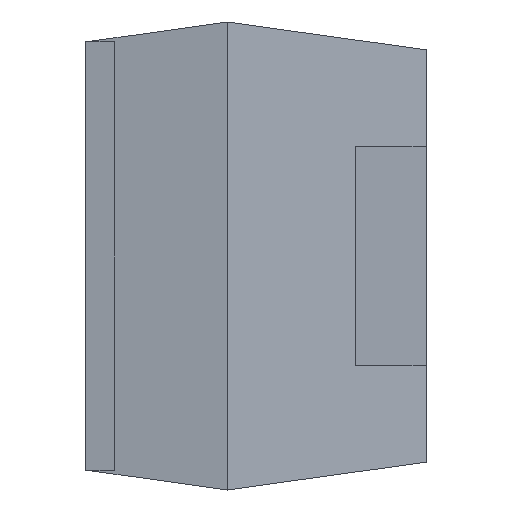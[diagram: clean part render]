
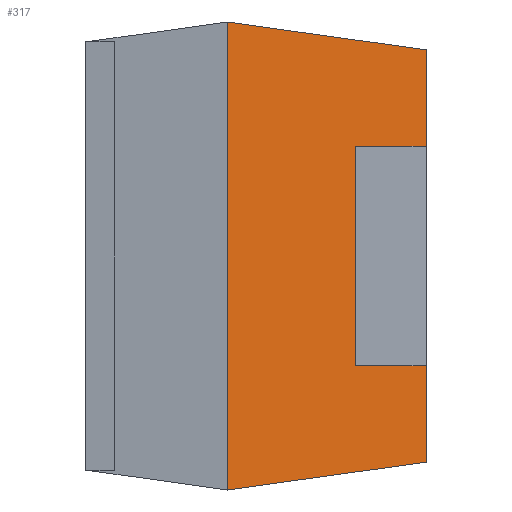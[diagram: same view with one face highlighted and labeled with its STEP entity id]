
A CAD part, left-side view. The second image highlights one B-rep face of the part: STEP entity #317.
In plain terms, the highlighted planar face has unit normal (-0.99, -0.139, 0).
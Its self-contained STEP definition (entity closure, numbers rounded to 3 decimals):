
#13 = VECTOR ( 'NONE', #698, 1000. ) ;
#32 = CARTESIAN_POINT ( 'NONE',  ( -1.413, 0.7, 0.825 ) ) ;
#53 = EDGE_CURVE ( 'NONE', #386, #765, #409, .T. ) ;
#63 = CARTESIAN_POINT ( 'NONE',  ( -1.314, 0., 0.825 ) ) ;
#84 = EDGE_CURVE ( 'NONE', #610, #386, #756, .T. ) ;
#109 = EDGE_CURVE ( 'NONE', #610, #233, #908, .T. ) ;
#184 = VECTOR ( 'NONE', #917, 1000. ) ;
#196 = EDGE_LOOP ( 'NONE', ( #542, #651, #200, #479 ) ) ;
#200 = ORIENTED_EDGE ( 'NONE', *, *, #477, .F. ) ;
#224 = VECTOR ( 'NONE', #895, 1000. ) ;
#233 = VERTEX_POINT ( 'NONE', #32 ) ;
#305 = CARTESIAN_POINT ( 'NONE',  ( -1.413, 0.7, 0.825 ) ) ;
#317 = ADVANCED_FACE ( 'NONE', ( #849 ), #729, .T. ) ;
#341 = CARTESIAN_POINT ( 'NONE',  ( -1.413, 0.7, 0.825 ) ) ;
#386 = VERTEX_POINT ( 'NONE', #391 ) ;
#391 = CARTESIAN_POINT ( 'NONE',  ( -1.314, 0., -0.727 ) ) ;
#409 = LINE ( 'NONE', #607, #224 ) ;
#477 = EDGE_CURVE ( 'NONE', #765, #233, #635, .T. ) ;
#479 = ORIENTED_EDGE ( 'NONE', *, *, #53, .F. ) ;
#483 = CARTESIAN_POINT ( 'NONE',  ( -1.413, 0.7, -0.825 ) ) ;
#497 = AXIS2_PLACEMENT_3D ( 'NONE', #305, #776, #799 ) ;
#542 = ORIENTED_EDGE ( 'NONE', *, *, #84, .F. ) ;
#582 = VECTOR ( 'NONE', #696, 1000. ) ;
#607 = CARTESIAN_POINT ( 'NONE',  ( -1.359, 0.318, -0.771 ) ) ;
#610 = VERTEX_POINT ( 'NONE', #791 ) ;
#635 = LINE ( 'NONE', #763, #582 ) ;
#651 = ORIENTED_EDGE ( 'NONE', *, *, #109, .T. ) ;
#696 = DIRECTION ( 'NONE',  ( 0., 0., 1. ) ) ;
#698 = DIRECTION ( 'NONE',  ( -0.138, 0.981, 0.138 ) ) ;
#729 = PLANE ( 'NONE',  #497 ) ;
#756 = LINE ( 'NONE', #63, #184 ) ;
#763 = CARTESIAN_POINT ( 'NONE',  ( -1.413, 0.7, 0.825 ) ) ;
#765 = VERTEX_POINT ( 'NONE', #483 ) ;
#776 = DIRECTION ( 'NONE',  ( -0.99, -0.139, 0. ) ) ;
#791 = CARTESIAN_POINT ( 'NONE',  ( -1.314, 0., 0.727 ) ) ;
#799 = DIRECTION ( 'NONE',  ( 0.139, -0.99, 0. ) ) ;
#849 = FACE_OUTER_BOUND ( 'NONE', #196, .T. ) ;
#895 = DIRECTION ( 'NONE',  ( -0.138, 0.981, -0.138 ) ) ;
#908 = LINE ( 'NONE', #341, #13 ) ;
#917 = DIRECTION ( 'NONE',  ( 0., 0., -1. ) ) ;
